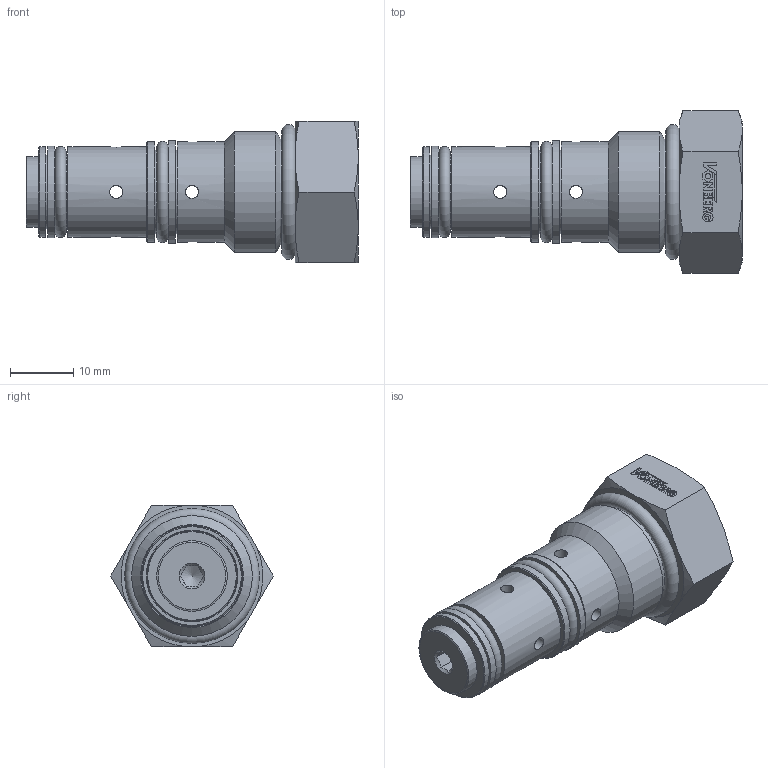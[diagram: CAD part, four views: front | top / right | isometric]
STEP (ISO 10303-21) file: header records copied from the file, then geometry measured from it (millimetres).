
FILE_DESCRIPTION((''),'2;1');
FILE_NAME('3208.stp','2015-01-05T14:27:49',('jml'),(''),'Autodesk Inventor 2010','Autodesk Inventor 2010','');
FILE_SCHEMA(('AUTOMOTIVE_DESIGN { 1 0 10303 214 1 1 1 1 }'));
Length unit declared in the file: inch
Products named in the file (9): 3208; 221458; 013 O-RING; 014 O-RING; 902 O-RING; 908 O-RING; 013 BACKUP; 014 BACKUP; 221460
Assembly tree (8 placements, depth 2):
  3208
    221458
    013 O-RING
    014 O-RING
    902 O-RING
    908 O-RING
    013 BACKUP
    014 BACKUP
    221460
Bounding box: 52.32 x 25.66 x 22.23 mm (x, y, z)
Volume: 12059.6 mm3; surface area: 6489 mm2
Topology: 8 solids, 8 shells, 178 faces, 460 edges, 303 vertices
Faces by surface type: plane 103, cylinder 41, cone 29, torus 5
Full cylindrical faces by diameter (mm): 0.87 x1, 2.057 x8, 4.064 x1, 4.75 x1, 6.401 x1, 6.782 x1, 7.925 x1, 11.125 x1, 11.43 x1, 11.557 x1, 13.157 x1, 13.208 x1, 14.224 x2, 14.427 x1, 15.824 x2, 16.205 x1, 16.815 x1, 19.05 x1
Entity records: 5967 total; most frequent: CARTESIAN_POINT 1536, DIRECTION 821, ORIENTED_EDGE 798, EDGE_CURVE 399, AXIS2_PLACEMENT_3D 297, VERTEX_POINT 286, EDGE_LOOP 257, VECTOR 227
